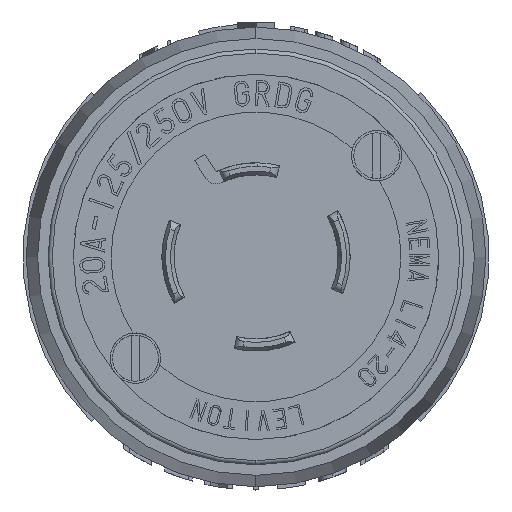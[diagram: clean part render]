
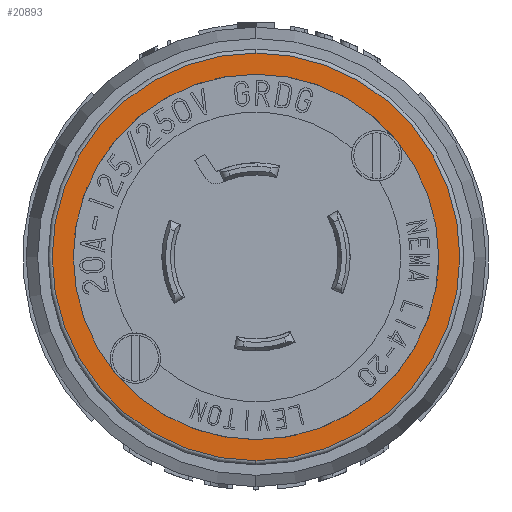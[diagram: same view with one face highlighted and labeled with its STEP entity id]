
A CAD part, left-side view. The second image highlights one B-rep face of the part: STEP entity #20893.
In plain terms, the highlighted planar face has unit normal (-1, 0, 0).
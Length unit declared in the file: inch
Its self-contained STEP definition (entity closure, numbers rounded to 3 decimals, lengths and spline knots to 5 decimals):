
#2402 = AXIS2_PLACEMENT_3D ( 'NONE', #5283, #47942, #34146 ) ;
#4736 = CARTESIAN_POINT ( 'NONE',  ( 0.25, 0., 0. ) ) ;
#5212 = FACE_BOUND ( 'NONE', #26409, .T. ) ;
#5283 = CARTESIAN_POINT ( 'NONE',  ( 0.25, 0., 0. ) ) ;
#7337 = CIRCLE ( 'NONE', #12334, 1.011 ) ;
#10682 = DIRECTION ( 'NONE',  ( -1., 0., 0. ) ) ;
#12133 = CARTESIAN_POINT ( 'NONE',  ( 0.25, 0.906, 0. ) ) ;
#12334 = AXIS2_PLACEMENT_3D ( 'NONE', #39983, #44086, #15785 ) ;
#14302 = AXIS2_PLACEMENT_3D ( 'NONE', #18131, #60533, #32291 ) ;
#15785 = DIRECTION ( 'NONE',  ( 0., 0., -1. ) ) ;
#16148 = DIRECTION ( 'NONE',  ( 1., 0., 0. ) ) ;
#16159 = VERTEX_POINT ( 'NONE', #12133 ) ;
#18061 = VERTEX_POINT ( 'NONE', #18154 ) ;
#18131 = CARTESIAN_POINT ( 'NONE',  ( 0.25, 0., 0. ) ) ;
#18154 = CARTESIAN_POINT ( 'NONE',  ( 0.25, -0.906, 0. ) ) ;
#19193 = ORIENTED_EDGE ( 'NONE', *, *, #53814, .F. ) ;
#20893 = ADVANCED_FACE ( 'NONE', ( #5212, #57296 ), #48787, .F. ) ;
#22496 = EDGE_LOOP ( 'NONE', ( #30781, #40426 ) ) ;
#25785 = EDGE_CURVE ( 'NONE', #18061, #16159, #59590, .T. ) ;
#26409 = EDGE_LOOP ( 'NONE', ( #52124, #19193 ) ) ;
#27480 = AXIS2_PLACEMENT_3D ( 'NONE', #4736, #10682, #58090 ) ;
#29718 = EDGE_CURVE ( 'NONE', #46833, #29850, #7337, .T. ) ;
#29850 = VERTEX_POINT ( 'NONE', #41201 ) ;
#30781 = ORIENTED_EDGE ( 'NONE', *, *, #29718, .F. ) ;
#32291 = DIRECTION ( 'NONE',  ( 0., 1., 0. ) ) ;
#32605 = CIRCLE ( 'NONE', #14302, 0.906 ) ;
#34146 = DIRECTION ( 'NONE',  ( 0., 0., -1. ) ) ;
#34979 = CARTESIAN_POINT ( 'NONE',  ( 0.25, -1.011, 0. ) ) ;
#37846 = AXIS2_PLACEMENT_3D ( 'NONE', #34979, #16148, #58866 ) ;
#39983 = CARTESIAN_POINT ( 'NONE',  ( 0.25, 0., 0. ) ) ;
#40426 = ORIENTED_EDGE ( 'NONE', *, *, #55798, .F. ) ;
#41201 = CARTESIAN_POINT ( 'NONE',  ( 0.25, 0., -1.011 ) ) ;
#42927 = CARTESIAN_POINT ( 'NONE',  ( 0.25, 0., 1.011 ) ) ;
#44086 = DIRECTION ( 'NONE',  ( 1., 0., 0. ) ) ;
#46833 = VERTEX_POINT ( 'NONE', #42927 ) ;
#47942 = DIRECTION ( 'NONE',  ( 1., 0., 0. ) ) ;
#48787 = PLANE ( 'NONE',  #37846 ) ;
#52124 = ORIENTED_EDGE ( 'NONE', *, *, #25785, .F. ) ;
#52501 = CIRCLE ( 'NONE', #2402, 1.011 ) ;
#53814 = EDGE_CURVE ( 'NONE', #16159, #18061, #32605, .T. ) ;
#55798 = EDGE_CURVE ( 'NONE', #29850, #46833, #52501, .T. ) ;
#57296 = FACE_OUTER_BOUND ( 'NONE', #22496, .T. ) ;
#58090 = DIRECTION ( 'NONE',  ( 0., 1., 0. ) ) ;
#58866 = DIRECTION ( 'NONE',  ( 0., 0., 1. ) ) ;
#59590 = CIRCLE ( 'NONE', #27480, 0.906 ) ;
#60533 = DIRECTION ( 'NONE',  ( -1., 0., 0. ) ) ;
